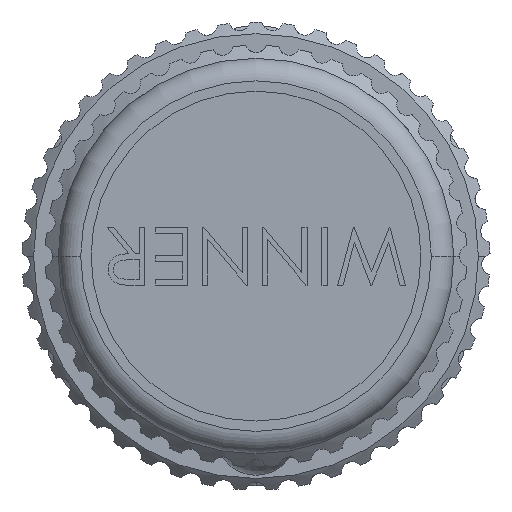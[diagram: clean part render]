
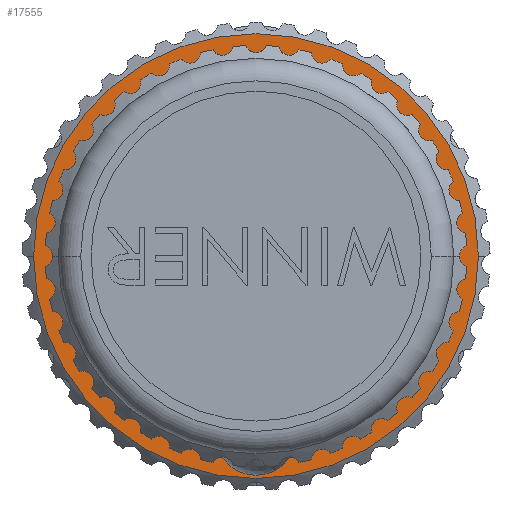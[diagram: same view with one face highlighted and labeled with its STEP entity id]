
A CAD part, left-side view. The second image highlights one B-rep face of the part: STEP entity #17555.
In plain terms, the highlighted planar face has unit normal (-1, 0, 0).
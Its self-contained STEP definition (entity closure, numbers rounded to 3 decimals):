
#2333 = CIRCLE ( 'NONE', #12026, 8.56 ) ;
#2407 = DIRECTION ( 'NONE',  ( -1., 0., 0. ) ) ;
#4435 = CARTESIAN_POINT ( 'NONE',  ( -7.9, 0., 0. ) ) ;
#4998 = CARTESIAN_POINT ( 'NONE',  ( -7.9, 0., 0. ) ) ;
#5096 = DIRECTION ( 'NONE',  ( -1., 0., 0. ) ) ;
#5159 = CIRCLE ( 'NONE', #29475, 15.3 ) ;
#6455 = VERTEX_POINT ( 'NONE', #7150 ) ;
#7073 = DIRECTION ( 'NONE',  ( -1., 0., 0. ) ) ;
#7150 = CARTESIAN_POINT ( 'NONE',  ( -7.9, -15.3, 0. ) ) ;
#7255 = FACE_BOUND ( 'NONE', #21814, .T. ) ;
#7440 = DIRECTION ( 'NONE',  ( 0., 1., 0. ) ) ;
#8015 = DIRECTION ( 'NONE',  ( 0., 1., 0. ) ) ;
#8993 = ORIENTED_EDGE ( 'NONE', *, *, #20400, .T. ) ;
#9912 = VERTEX_POINT ( 'NONE', #16071 ) ;
#12026 = AXIS2_PLACEMENT_3D ( 'NONE', #14537, #7073, #32844 ) ;
#12127 = CARTESIAN_POINT ( 'NONE',  ( -7.9, 8.56, 0. ) ) ;
#13346 = CARTESIAN_POINT ( 'NONE',  ( -7.9, 0., 0. ) ) ;
#13389 = ORIENTED_EDGE ( 'NONE', *, *, #22784, .F. ) ;
#13996 = CARTESIAN_POINT ( 'NONE',  ( -7.9, 15.3, 0. ) ) ;
#14537 = CARTESIAN_POINT ( 'NONE',  ( -7.9, 0., 0. ) ) ;
#15465 = ORIENTED_EDGE ( 'NONE', *, *, #22343, .F. ) ;
#15562 = CARTESIAN_POINT ( 'NONE',  ( -7.9, 0., 0. ) ) ;
#15954 = ORIENTED_EDGE ( 'NONE', *, *, #20568, .T. ) ;
#16071 = CARTESIAN_POINT ( 'NONE',  ( -7.9, -8.56, 0. ) ) ;
#17030 = EDGE_LOOP ( 'NONE', ( #15954, #8993 ) ) ;
#17378 = DIRECTION ( 'NONE',  ( -1., 0., 0. ) ) ;
#17433 = VERTEX_POINT ( 'NONE', #12127 ) ;
#17555 = ADVANCED_FACE ( 'NONE', ( #7255, #18149 ), #25394, .T. ) ;
#17885 = VERTEX_POINT ( 'NONE', #13996 ) ;
#18149 = FACE_OUTER_BOUND ( 'NONE', #17030, .T. ) ;
#20400 = EDGE_CURVE ( 'NONE', #17885, #6455, #30541, .T. ) ;
#20568 = EDGE_CURVE ( 'NONE', #6455, #17885, #5159, .T. ) ;
#21300 = AXIS2_PLACEMENT_3D ( 'NONE', #13346, #5096, #8015 ) ;
#21814 = EDGE_LOOP ( 'NONE', ( #15465, #13389 ) ) ;
#22343 = EDGE_CURVE ( 'NONE', #17433, #9912, #27695, .T. ) ;
#22784 = EDGE_CURVE ( 'NONE', #9912, #17433, #2333, .T. ) ;
#23111 = DIRECTION ( 'NONE',  ( 0., 1., 0. ) ) ;
#23431 = AXIS2_PLACEMENT_3D ( 'NONE', #4998, #28179, #25615 ) ;
#25394 = PLANE ( 'NONE',  #23431 ) ;
#25615 = DIRECTION ( 'NONE',  ( 0., 1., 0. ) ) ;
#27695 = CIRCLE ( 'NONE', #21300, 8.56 ) ;
#28179 = DIRECTION ( 'NONE',  ( -1., 0., 0. ) ) ;
#29475 = AXIS2_PLACEMENT_3D ( 'NONE', #15562, #2407, #23111 ) ;
#30541 = CIRCLE ( 'NONE', #31193, 15.3 ) ;
#31193 = AXIS2_PLACEMENT_3D ( 'NONE', #4435, #17378, #7440 ) ;
#32844 = DIRECTION ( 'NONE',  ( 0., 1., 0. ) ) ;
